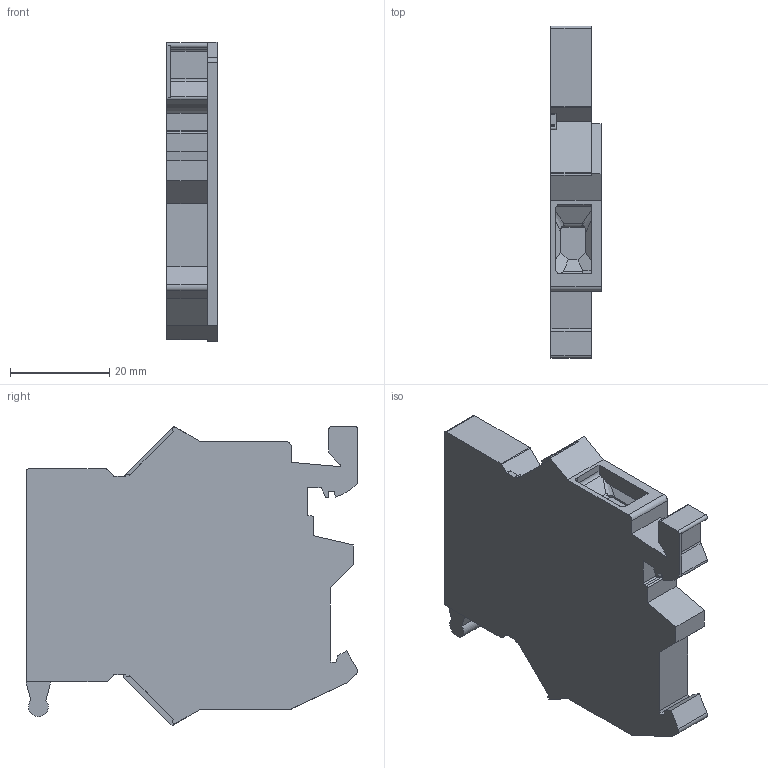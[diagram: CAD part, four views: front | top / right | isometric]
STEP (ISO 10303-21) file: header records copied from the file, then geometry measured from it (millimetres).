
FILE_DESCRIPTION(/* description */ (''),/* implementation_level */ '2;1');
FILE_NAME(/* name */ 'SIK10_z.stp',/* time_stamp */ '2012-06-18T15:44:13+02:00',/* author */ (''),/* organization */ (''),/* preprocessor_version */ 'ST-DEVELOPER v11',/* originating_system */ 'SIEMENS UGS NX 6.0',/* authorisation */ '');
FILE_SCHEMA (('CONFIG_CONTROL_DESIGN'));
Length unit declared in the file: millimetre
Products named in the file (1): SIK10_z
Bounding box: 10.13 x 67 x 60.4 mm (x, y, z)
Volume: 27734.7 mm3; surface area: 9629.7 mm2
Topology: 1 solids, 3 shells, 241 faces, 656 edges, 423 vertices
Faces by surface type: plane 152, cylinder 69, cone 12, bspline 4, torus 4
Entity records: 8207 total; most frequent: CARTESIAN_POINT 2001, ORIENTED_EDGE 1312, DIRECTION 1241, EDGE_CURVE 656, LINE 479, VECTOR 479, VERTEX_POINT 423, AXIS2_PLACEMENT_3D 381
